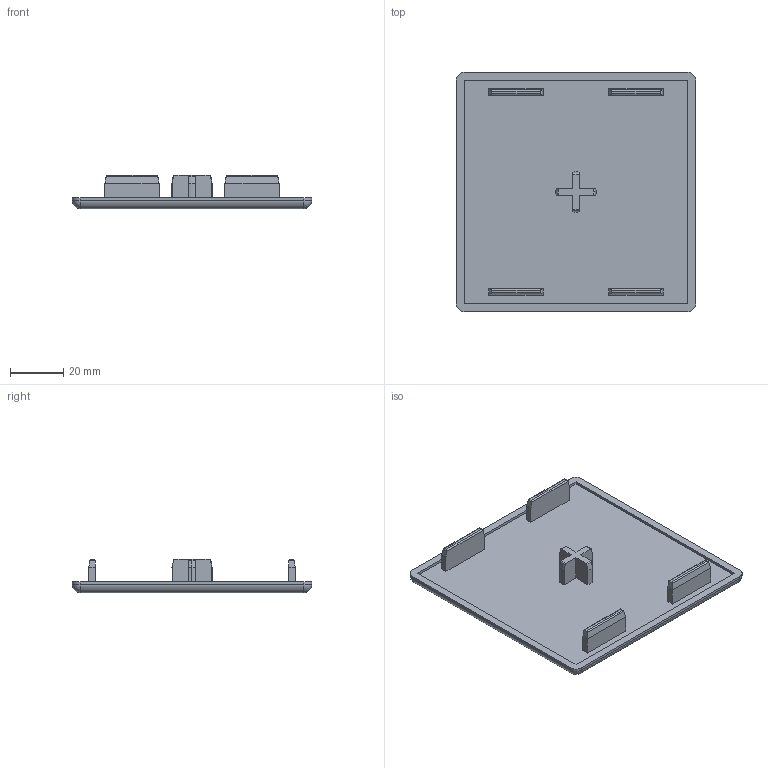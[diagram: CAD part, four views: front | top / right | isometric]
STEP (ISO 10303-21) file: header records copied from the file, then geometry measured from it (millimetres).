
FILE_DESCRIPTION (( 'STEP AP214' ), '1' );
FILE_NAME ('091207S05.STEP', '2021-08-25T15:51:14', ( '' ), ( '' ), 'SwSTEP 2.0', 'SolidWorks 2021', '' );
FILE_SCHEMA (( 'AUTOMOTIVE_DESIGN' ));
Length unit declared in the file: millimetre
Products named in the file (1): 091207S05
Bounding box: 90 x 90 x 12.5 mm (x, y, z)
Volume: 27048.8 mm3; surface area: 19662.1 mm2
Topology: 1 solids, 1 shells, 95 faces, 236 edges, 145 vertices
Faces by surface type: plane 52, cylinder 29, torus 5, cone 5, sphere 4
Entity records: 2798 total; most frequent: CARTESIAN_POINT 609, ORIENTED_EDGE 464, DIRECTION 422, EDGE_CURVE 232, VECTOR 154, LINE 154, VERTEX_POINT 145, AXIS2_PLACEMENT_3D 134
